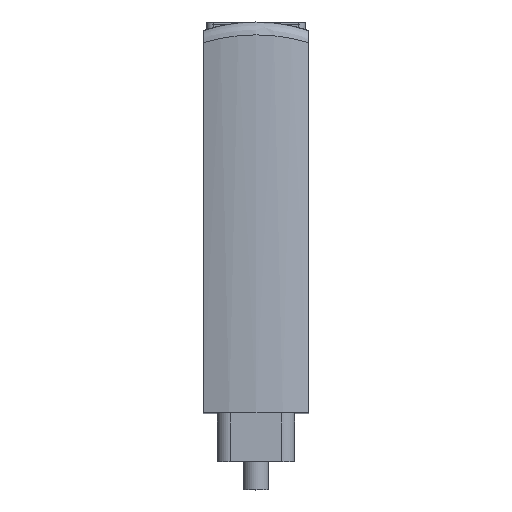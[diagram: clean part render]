
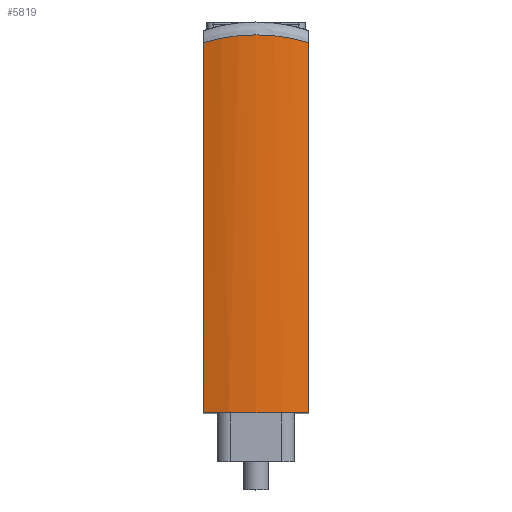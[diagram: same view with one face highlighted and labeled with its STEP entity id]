
A CAD part, top view. The second image highlights one B-rep face of the part: STEP entity #5819.
In plain terms, the highlighted cylindrical face has radius 19.5 mm (diameter 39 mm), a partial arc.
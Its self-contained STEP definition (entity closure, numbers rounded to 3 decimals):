
#2792=CARTESIAN_POINT('',(-6.15,0.0,121.605));
#2793=VERTEX_POINT('',#2792);
#2800=CARTESIAN_POINT('',(-6.15,43.081,121.605));
#2801=VERTEX_POINT('',#2800);
#2802=CARTESIAN_POINT('',(-6.15,0.0,121.605));
#2803=DIRECTION('',(0.0,1.0,0.0));
#2804=VECTOR('',#2803,43.081);
#2805=LINE('',#2802,#2804);
#2806=EDGE_CURVE('',#2793,#2801,#2805,.T.);
#4468=CARTESIAN_POINT('',(6.15,0.0,121.605));
#4469=VERTEX_POINT('',#4468);
#4476=CARTESIAN_POINT('',(0.0,0.0,103.1));
#4477=DIRECTION('',(0.0,1.0,0.0));
#4478=DIRECTION('',(-0.315,0.0,0.949));
#4479=AXIS2_PLACEMENT_3D('',#4476,#4477,#4478);
#4480=CIRCLE('',#4479,19.5);
#4481=EDGE_CURVE('',#2793,#4469,#4480,.T.);
#5293=CARTESIAN_POINT('',(6.15,43.081,121.605));
#5294=VERTEX_POINT('',#5293);
#5308=CARTESIAN_POINT('',(6.15,0.0,121.605));
#5309=DIRECTION('',(0.0,1.0,0.0));
#5310=VECTOR('',#5309,43.081);
#5311=LINE('',#5308,#5310);
#5312=EDGE_CURVE('',#4469,#5294,#5311,.T.);
#5531=CARTESIAN_POINT('',(0.0,26.,103.1));
#5532=DIRECTION('',(0.,0.735,-0.678));
#5533=DIRECTION('',(0.,0.678,0.735));
#5534=AXIS2_PLACEMENT_3D('',#5531,#5532,#5533);
#5535=ELLIPSE('',#5534,26.538,19.5);
#5536=EDGE_CURVE('',#2801,#5294,#5535,.T.);
#5808=CARTESIAN_POINT('',(0.0,0.0,103.1));
#5809=DIRECTION('',(0.0,1.0,0.0));
#5810=DIRECTION('',(-0.315,0.0,0.949));
#5811=AXIS2_PLACEMENT_3D('',#5808,#5809,#5810);
#5812=CYLINDRICAL_SURFACE('',#5811,19.5);
#5813=ORIENTED_EDGE('',*,*,#5536,.F.);
#5814=ORIENTED_EDGE('',*,*,#2806,.F.);
#5815=ORIENTED_EDGE('',*,*,#4481,.T.);
#5816=ORIENTED_EDGE('',*,*,#5312,.T.);
#5817=EDGE_LOOP('',(#5813,#5814,#5815,#5816));
#5818=FACE_OUTER_BOUND('',#5817,.T.);
#5819=ADVANCED_FACE('',(#5818),#5812,.T.);
